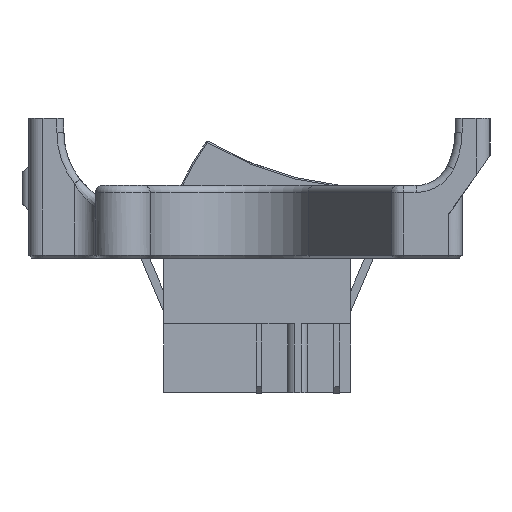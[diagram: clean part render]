
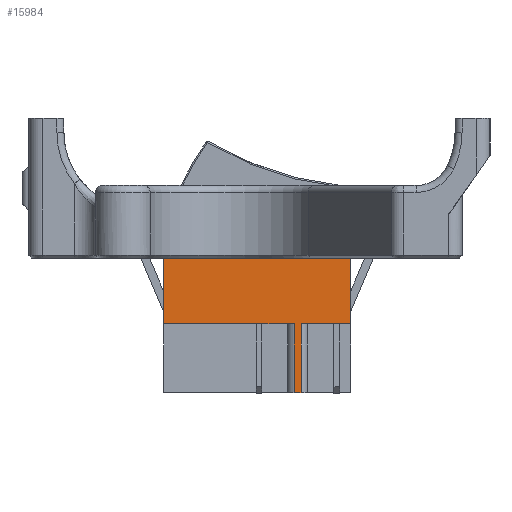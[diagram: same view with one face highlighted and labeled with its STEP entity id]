
A CAD part, left-side view. The second image highlights one B-rep face of the part: STEP entity #15984.
In plain terms, the highlighted planar face has unit normal (-1, 0, 0).
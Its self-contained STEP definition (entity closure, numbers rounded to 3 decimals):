
#551=CIRCLE('',#20281,1.45);
#610=CIRCLE('',#20488,1.45);
#5285=ORIENTED_EDGE('',*,*,#8111,.F.);
#5286=ORIENTED_EDGE('',*,*,#8112,.F.);
#5287=ORIENTED_EDGE('',*,*,#8113,.F.);
#5288=ORIENTED_EDGE('',*,*,#7962,.F.);
#5289=ORIENTED_EDGE('',*,*,#7808,.F.);
#5290=ORIENTED_EDGE('',*,*,#7964,.F.);
#5291=ORIENTED_EDGE('',*,*,#8114,.F.);
#5292=ORIENTED_EDGE('',*,*,#7969,.F.);
#5293=ORIENTED_EDGE('',*,*,#7804,.F.);
#5294=ORIENTED_EDGE('',*,*,#7971,.F.);
#5295=ORIENTED_EDGE('',*,*,#8115,.F.);
#5296=ORIENTED_EDGE('',*,*,#7976,.F.);
#5297=ORIENTED_EDGE('',*,*,#7800,.F.);
#5298=ORIENTED_EDGE('',*,*,#7978,.F.);
#5299=ORIENTED_EDGE('',*,*,#8116,.F.);
#5300=ORIENTED_EDGE('',*,*,#7983,.F.);
#5301=ORIENTED_EDGE('',*,*,#7796,.F.);
#5302=ORIENTED_EDGE('',*,*,#7985,.F.);
#5303=ORIENTED_EDGE('',*,*,#8117,.F.);
#5304=ORIENTED_EDGE('',*,*,#8118,.F.);
#5305=ORIENTED_EDGE('',*,*,#8119,.F.);
#5306=ORIENTED_EDGE('',*,*,#8037,.F.);
#5307=ORIENTED_EDGE('',*,*,#8026,.F.);
#5308=ORIENTED_EDGE('',*,*,#8039,.T.);
#5309=ORIENTED_EDGE('',*,*,#8120,.F.);
#5310=ORIENTED_EDGE('',*,*,#7668,.F.);
#7668=EDGE_CURVE('',#9377,#9379,#551,.T.);
#7796=EDGE_CURVE('',#9465,#9467,#10904,.T.);
#7800=EDGE_CURVE('',#9469,#9471,#10908,.T.);
#7804=EDGE_CURVE('',#9473,#9475,#10912,.T.);
#7808=EDGE_CURVE('',#9477,#9479,#10916,.T.);
#7962=EDGE_CURVE('',#9479,#9595,#11070,.T.);
#7964=EDGE_CURVE('',#9596,#9477,#11072,.T.);
#7969=EDGE_CURVE('',#9475,#9599,#11077,.T.);
#7971=EDGE_CURVE('',#9600,#9473,#11079,.T.);
#7976=EDGE_CURVE('',#9471,#9603,#11084,.T.);
#7978=EDGE_CURVE('',#9604,#9469,#11086,.T.);
#7983=EDGE_CURVE('',#9467,#9607,#11091,.T.);
#7985=EDGE_CURVE('',#9608,#9465,#11093,.T.);
#8026=EDGE_CURVE('',#9636,#9637,#11131,.T.);
#8037=EDGE_CURVE('',#9637,#9644,#11140,.T.);
#8039=EDGE_CURVE('',#9636,#9646,#11142,.T.);
#8111=EDGE_CURVE('',#9685,#9646,#11196,.T.);
#8112=EDGE_CURVE('',#9686,#9685,#11197,.T.);
#8113=EDGE_CURVE('',#9595,#9686,#11198,.T.);
#8114=EDGE_CURVE('',#9599,#9596,#11199,.T.);
#8115=EDGE_CURVE('',#9603,#9600,#11200,.T.);
#8116=EDGE_CURVE('',#9607,#9604,#11201,.T.);
#8117=EDGE_CURVE('',#9687,#9608,#11202,.T.);
#8118=EDGE_CURVE('',#9688,#9687,#11203,.T.);
#8119=EDGE_CURVE('',#9644,#9688,#11204,.T.);
#8120=EDGE_CURVE('',#9379,#9377,#610,.T.);
#9377=VERTEX_POINT('',#36015);
#9379=VERTEX_POINT('',#36018);
#9465=VERTEX_POINT('',#36269);
#9467=VERTEX_POINT('',#36272);
#9469=VERTEX_POINT('',#36278);
#9471=VERTEX_POINT('',#36281);
#9473=VERTEX_POINT('',#36287);
#9475=VERTEX_POINT('',#36290);
#9477=VERTEX_POINT('',#36296);
#9479=VERTEX_POINT('',#36299);
#9595=VERTEX_POINT('',#36621);
#9596=VERTEX_POINT('',#36625);
#9599=VERTEX_POINT('',#36635);
#9600=VERTEX_POINT('',#36639);
#9603=VERTEX_POINT('',#36649);
#9604=VERTEX_POINT('',#36653);
#9607=VERTEX_POINT('',#36663);
#9608=VERTEX_POINT('',#36667);
#9636=VERTEX_POINT('',#36748);
#9637=VERTEX_POINT('',#36750);
#9644=VERTEX_POINT('',#36770);
#9646=VERTEX_POINT('',#36775);
#9685=VERTEX_POINT('',#36915);
#9686=VERTEX_POINT('',#36917);
#9687=VERTEX_POINT('',#36923);
#9688=VERTEX_POINT('',#36925);
#10904=LINE('',#36271,#12422);
#10908=LINE('',#36280,#12426);
#10912=LINE('',#36289,#12430);
#10916=LINE('',#36298,#12434);
#11070=LINE('',#36620,#12588);
#11072=LINE('',#36624,#12590);
#11077=LINE('',#36634,#12595);
#11079=LINE('',#36638,#12597);
#11084=LINE('',#36648,#12602);
#11086=LINE('',#36652,#12604);
#11091=LINE('',#36662,#12609);
#11093=LINE('',#36666,#12611);
#11131=LINE('',#36749,#12649);
#11140=LINE('',#36771,#12658);
#11142=LINE('',#36776,#12660);
#11196=LINE('',#36914,#12714);
#11197=LINE('',#36916,#12715);
#11198=LINE('',#36918,#12716);
#11199=LINE('',#36919,#12717);
#11200=LINE('',#36920,#12718);
#11201=LINE('',#36921,#12719);
#11202=LINE('',#36922,#12720);
#11203=LINE('',#36924,#12721);
#11204=LINE('',#36926,#12722);
#12422=VECTOR('',#23568,1000.);
#12426=VECTOR('',#23574,1000.);
#12430=VECTOR('',#23580,1000.);
#12434=VECTOR('',#23586,1000.);
#12588=VECTOR('',#23844,1000.);
#12590=VECTOR('',#23848,1000.);
#12595=VECTOR('',#23857,1000.);
#12597=VECTOR('',#23861,1000.);
#12602=VECTOR('',#23870,1000.);
#12604=VECTOR('',#23874,1000.);
#12609=VECTOR('',#23883,1000.);
#12611=VECTOR('',#23887,1000.);
#12649=VECTOR('',#23957,1000.);
#12658=VECTOR('',#23976,1000.);
#12660=VECTOR('',#23980,1000.);
#12714=VECTOR('',#24126,1000.);
#12715=VECTOR('',#24127,1000.);
#12716=VECTOR('',#24128,1000.);
#12717=VECTOR('',#24129,1000.);
#12718=VECTOR('',#24130,1000.);
#12719=VECTOR('',#24131,1000.);
#12720=VECTOR('',#24132,1000.);
#12721=VECTOR('',#24133,1000.);
#12722=VECTOR('',#24134,1000.);
#13631=EDGE_LOOP('',(#5285,#5286,#5287,#5288,#5289,#5290,#5291,#5292,#5293,
#5294,#5295,#5296,#5297,#5298,#5299,#5300,#5301,#5302,#5303,#5304,#5305,
#5306,#5307,#5308));
#13632=EDGE_LOOP('',(#5309,#5310));
#14598=FACE_BOUND('',#13631,.T.);
#14599=FACE_BOUND('',#13632,.T.);
#15154=PLANE('',#20487);
#15984=ADVANCED_FACE('',(#14598,#14599),#15154,.T.);
#20281=AXIS2_PLACEMENT_3D('',#36017,#23328,#23329);
#20487=AXIS2_PLACEMENT_3D('',#36913,#24124,#24125);
#20488=AXIS2_PLACEMENT_3D('',#36927,#24135,#24136);
#23328=DIRECTION('',(-1.,0.,0.));
#23329=DIRECTION('',(0.,0.,1.));
#23568=DIRECTION('',(0.,-1.,0.));
#23574=DIRECTION('',(0.,-1.,0.));
#23580=DIRECTION('',(0.,-1.,0.));
#23586=DIRECTION('',(0.,-1.,0.));
#23844=DIRECTION('',(0.,0.,1.));
#23848=DIRECTION('',(0.,0.,-1.));
#23857=DIRECTION('',(0.,0.,1.));
#23861=DIRECTION('',(0.,0.,-1.));
#23870=DIRECTION('',(0.,0.,1.));
#23874=DIRECTION('',(0.,0.,-1.));
#23883=DIRECTION('',(0.,0.,1.));
#23887=DIRECTION('',(0.,0.,-1.));
#23957=DIRECTION('',(0.,1.,0.));
#23976=DIRECTION('',(0.,0.,1.));
#23980=DIRECTION('',(0.,0.,1.));
#24124=DIRECTION('',(-1.,0.,0.));
#24125=DIRECTION('',(0.,0.,1.));
#24126=DIRECTION('',(0.,1.,0.));
#24127=DIRECTION('',(0.,0.,-1.));
#24128=DIRECTION('',(0.,-1.,0.));
#24129=DIRECTION('',(0.,-1.,0.));
#24130=DIRECTION('',(0.,-1.,0.));
#24131=DIRECTION('',(0.,-1.,0.));
#24132=DIRECTION('',(0.,-1.,0.));
#24133=DIRECTION('',(0.,0.,1.));
#24134=DIRECTION('',(0.,1.,0.));
#24135=DIRECTION('',(-1.,0.,0.));
#24136=DIRECTION('',(0.,0.,1.));
#36015=CARTESIAN_POINT('',(0.,13.4,-0.61));
#36017=CARTESIAN_POINT('',(0.,13.4,-2.06));
#36018=CARTESIAN_POINT('',(0.,13.4,-3.51));
#36269=CARTESIAN_POINT('',(0.,25.25,-3.3));
#36271=CARTESIAN_POINT('',(0.,25.25,-3.3));
#36272=CARTESIAN_POINT('',(0.,24.25,-3.3));
#36278=CARTESIAN_POINT('',(0.,17.35,-3.3));
#36280=CARTESIAN_POINT('',(0.,17.35,-3.3));
#36281=CARTESIAN_POINT('',(0.,16.35,-3.3));
#36287=CARTESIAN_POINT('',(0.,10.45,-3.3));
#36289=CARTESIAN_POINT('',(0.,10.45,-3.3));
#36290=CARTESIAN_POINT('',(0.,9.45,-3.3));
#36296=CARTESIAN_POINT('',(0.,2.55,-3.3));
#36298=CARTESIAN_POINT('',(0.,2.55,-3.3));
#36299=CARTESIAN_POINT('',(0.,1.55,-3.3));
#36620=CARTESIAN_POINT('',(0.,1.55,0.));
#36621=CARTESIAN_POINT('',(0.,1.55,0.));
#36624=CARTESIAN_POINT('',(0.,2.55,0.));
#36625=CARTESIAN_POINT('',(0.,2.55,0.));
#36634=CARTESIAN_POINT('',(0.,9.45,0.));
#36635=CARTESIAN_POINT('',(0.,9.45,0.));
#36638=CARTESIAN_POINT('',(0.,10.45,0.));
#36639=CARTESIAN_POINT('',(0.,10.45,0.));
#36648=CARTESIAN_POINT('',(0.,16.35,0.));
#36649=CARTESIAN_POINT('',(0.,16.35,0.));
#36652=CARTESIAN_POINT('',(0.,17.35,0.));
#36653=CARTESIAN_POINT('',(0.,17.35,0.));
#36662=CARTESIAN_POINT('',(0.,24.25,0.));
#36663=CARTESIAN_POINT('',(0.,24.25,0.));
#36666=CARTESIAN_POINT('',(0.,25.25,0.));
#36667=CARTESIAN_POINT('',(0.,25.25,0.));
#36748=CARTESIAN_POINT('',(0.,7.1,-26.75));
#36749=CARTESIAN_POINT('',(0.,7.1,-26.75));
#36750=CARTESIAN_POINT('',(0.,8.1,-26.75));
#36770=CARTESIAN_POINT('',(0.,8.1,-16.9));
#36771=CARTESIAN_POINT('',(0.,8.1,-26.75));
#36775=CARTESIAN_POINT('',(0.,7.1,-16.9));
#36776=CARTESIAN_POINT('',(0.,7.1,-26.75));
#36913=CARTESIAN_POINT('',(0.,0.,0.));
#36914=CARTESIAN_POINT('',(0.,0.,-16.9));
#36915=CARTESIAN_POINT('',(0.,0.,-16.9));
#36916=CARTESIAN_POINT('',(0.,0.,0.));
#36917=CARTESIAN_POINT('',(0.,0.,0.));
#36918=CARTESIAN_POINT('',(0.,0.,0.));
#36919=CARTESIAN_POINT('',(0.,0.,0.));
#36920=CARTESIAN_POINT('',(0.,0.,0.));
#36921=CARTESIAN_POINT('',(0.,0.,0.));
#36922=CARTESIAN_POINT('',(0.,0.,0.));
#36923=CARTESIAN_POINT('',(0.,26.8,0.));
#36924=CARTESIAN_POINT('',(0.,26.8,0.));
#36925=CARTESIAN_POINT('',(0.,26.8,-16.9));
#36926=CARTESIAN_POINT('',(0.,0.,-16.9));
#36927=CARTESIAN_POINT('',(0.,13.4,-2.06));
